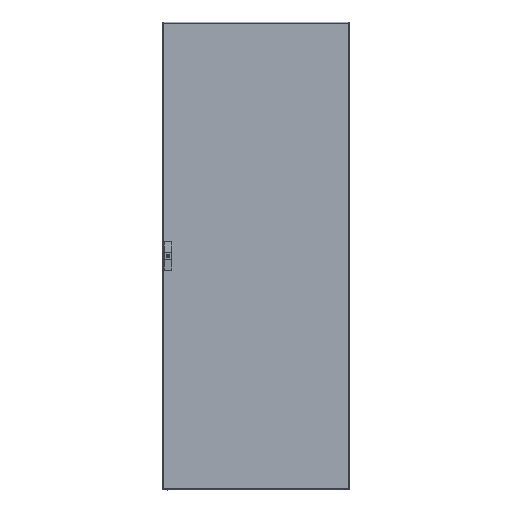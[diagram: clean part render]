
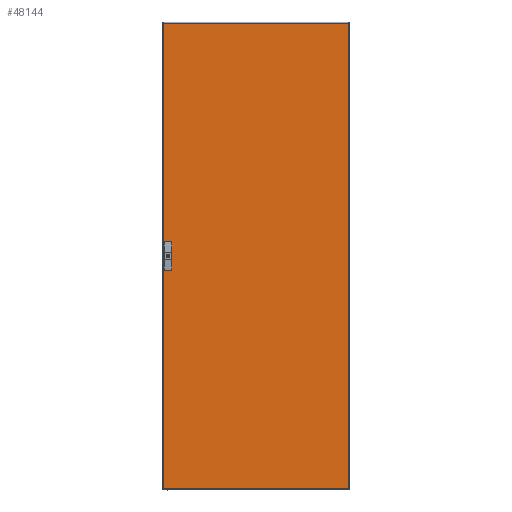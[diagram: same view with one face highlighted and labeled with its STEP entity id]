
A CAD part, top view. The second image highlights one B-rep face of the part: STEP entity #48144.
In plain terms, the highlighted planar face has unit normal (0, 0, 1).
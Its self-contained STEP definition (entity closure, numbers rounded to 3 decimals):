
#3918 = VERTEX_POINT ( 'NONE', #120832 ) ;
#9864 = LINE ( 'NONE', #34939, #26790 ) ;
#11601 = LINE ( 'NONE', #67571, #113508 ) ;
#21492 = ORIENTED_EDGE ( 'NONE', *, *, #42304, .T. ) ;
#26790 = VECTOR ( 'NONE', #84161, 1000. ) ;
#29367 = LINE ( 'NONE', #106539, #123667 ) ;
#34939 = CARTESIAN_POINT ( 'NONE',  ( -394.5, 992.859, 6.5 ) ) ;
#38173 = DIRECTION ( 'NONE',  ( 0., 0., 1. ) ) ;
#38857 = ORIENTED_EDGE ( 'NONE', *, *, #42958, .T. ) ;
#42304 = EDGE_CURVE ( 'NONE', #69431, #76331, #11601, .T. ) ;
#42614 = VERTEX_POINT ( 'NONE', #99303 ) ;
#42958 = EDGE_CURVE ( 'NONE', #3918, #69431, #9864, .T. ) ;
#46663 = AXIS2_PLACEMENT_3D ( 'NONE', #86588, #38173, #96475 ) ;
#48144 = ADVANCED_FACE ( 'NONE', ( #62320 ), #67121, .T. ) ;
#62320 = FACE_OUTER_BOUND ( 'NONE', #117955, .T. ) ;
#63287 = ORIENTED_EDGE ( 'NONE', *, *, #116138, .T. ) ;
#67121 = PLANE ( 'NONE',  #46663 ) ;
#67289 = DIRECTION ( 'NONE',  ( -1., 0., 0. ) ) ;
#67571 = CARTESIAN_POINT ( 'NONE',  ( -395.359, -992., 6.5 ) ) ;
#69431 = VERTEX_POINT ( 'NONE', #128077 ) ;
#70351 = EDGE_CURVE ( 'NONE', #42614, #3918, #29367, .T. ) ;
#74330 = CARTESIAN_POINT ( 'NONE',  ( 394.5, -992.859, 6.5 ) ) ;
#76002 = VECTOR ( 'NONE', #84278, 1000. ) ;
#76331 = VERTEX_POINT ( 'NONE', #126540 ) ;
#84161 = DIRECTION ( 'NONE',  ( 0., -1., 0. ) ) ;
#84278 = DIRECTION ( 'NONE',  ( 0., 1., 0. ) ) ;
#86588 = CARTESIAN_POINT ( 'NONE',  ( 0., 0., 6.5 ) ) ;
#91416 = ORIENTED_EDGE ( 'NONE', *, *, #70351, .T. ) ;
#96475 = DIRECTION ( 'NONE',  ( -1., 0., 0. ) ) ;
#99303 = CARTESIAN_POINT ( 'NONE',  ( 394.5, 992., 6.5 ) ) ;
#106539 = CARTESIAN_POINT ( 'NONE',  ( 395.359, 992., 6.5 ) ) ;
#111554 = LINE ( 'NONE', #74330, #76002 ) ;
#113508 = VECTOR ( 'NONE', #118045, 1000. ) ;
#116138 = EDGE_CURVE ( 'NONE', #76331, #42614, #111554, .T. ) ;
#117955 = EDGE_LOOP ( 'NONE', ( #21492, #63287, #91416, #38857 ) ) ;
#118045 = DIRECTION ( 'NONE',  ( 1., 0., 0. ) ) ;
#120832 = CARTESIAN_POINT ( 'NONE',  ( -394.5, 992., 6.5 ) ) ;
#123667 = VECTOR ( 'NONE', #67289, 1000. ) ;
#126540 = CARTESIAN_POINT ( 'NONE',  ( 394.5, -992., 6.5 ) ) ;
#128077 = CARTESIAN_POINT ( 'NONE',  ( -394.5, -992., 6.5 ) ) ;
